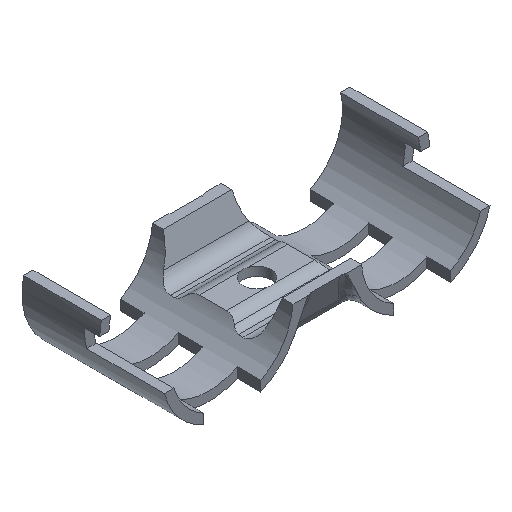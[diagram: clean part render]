
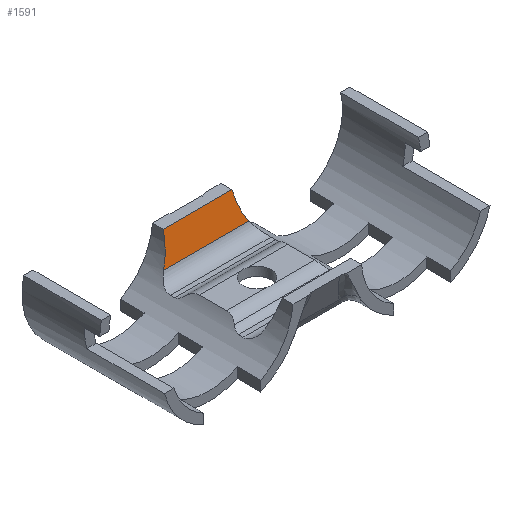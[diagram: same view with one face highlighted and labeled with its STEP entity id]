
A CAD part, isometric view. The second image highlights one B-rep face of the part: STEP entity #1591.
In plain terms, the highlighted planar face has unit normal (0, -0.952, 0.306).
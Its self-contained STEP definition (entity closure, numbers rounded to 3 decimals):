
#32=ELLIPSE('',#1650,16.808,16.);
#33=ELLIPSE('',#1693,16.808,16.);
#159=FACE_OUTER_BOUND('',#246,.T.);
#246=EDGE_LOOP('',(#1303,#1304,#1305,#1306));
#422=LINE('',#4164,#543);
#436=LINE('',#4226,#557);
#543=VECTOR('',#2053,18.063);
#557=VECTOR('',#2095,22.446);
#598=VERTEX_POINT('',#2263);
#599=VERTEX_POINT('',#2274);
#656=VERTEX_POINT('',#2654);
#657=VERTEX_POINT('',#2656);
#747=EDGE_CURVE('',#599,#598,#32,.T.);
#827=EDGE_CURVE('',#657,#656,#33,.T.);
#905=EDGE_CURVE('',#599,#656,#422,.T.);
#926=EDGE_CURVE('',#657,#598,#436,.T.);
#1303=ORIENTED_EDGE('',*,*,#905,.F.);
#1304=ORIENTED_EDGE('',*,*,#747,.T.);
#1305=ORIENTED_EDGE('',*,*,#926,.F.);
#1306=ORIENTED_EDGE('',*,*,#827,.T.);
#1434=PLANE('',#1744);
#1591=ADVANCED_FACE('',(#159),#1434,.F.);
#1650=AXIS2_PLACEMENT_3D('',#2275,#1812,#1813);
#1693=AXIS2_PLACEMENT_3D('',#2657,#1947,#1948);
#1744=AXIS2_PLACEMENT_3D('',#4227,#2096,#2097);
#1812=DIRECTION('center_axis',(0.,0.952,-0.306));
#1813=DIRECTION('ref_axis',(0.,-0.306,-0.952));
#1947=DIRECTION('center_axis',(0.,0.952,-0.306));
#1948=DIRECTION('ref_axis',(0.,-0.306,-0.952));
#2053=DIRECTION('',(1.,0.,0.));
#2095=DIRECTION('',(-1.,0.,0.));
#2096=DIRECTION('center_axis',(0.,0.952,-0.306));
#2097=DIRECTION('ref_axis',(0.,0.306,0.952));
#2263=CARTESIAN_POINT('',(-11.223,13.36,-8.136));
#2274=CARTESIAN_POINT('',(-9.031,15.657,-1.));
#2275=CARTESIAN_POINT('Origin',(-25.,15.979,0.));
#2654=CARTESIAN_POINT('',(9.031,15.657,-1.));
#2656=CARTESIAN_POINT('',(11.223,13.36,-8.136));
#2657=CARTESIAN_POINT('Origin',(25.,15.979,0.));
#4164=CARTESIAN_POINT('',(-9.031,15.657,-1.));
#4226=CARTESIAN_POINT('',(11.223,13.36,-8.136));
#4227=CARTESIAN_POINT('Origin',(20.,13.36,-8.136));
